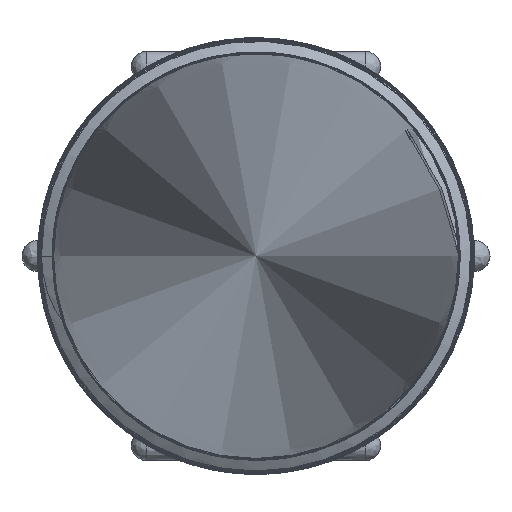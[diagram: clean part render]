
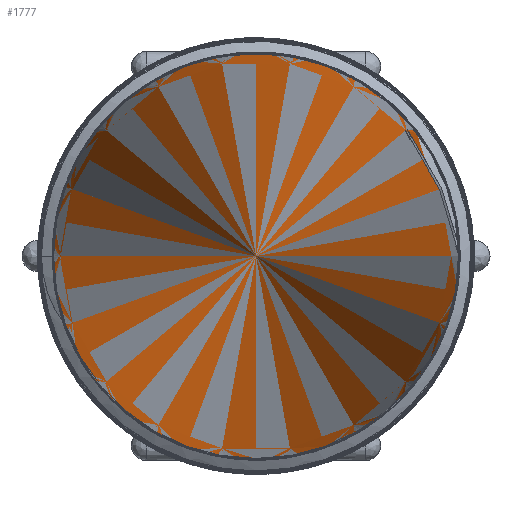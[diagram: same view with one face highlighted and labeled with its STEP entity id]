
A CAD part, left-side view. The second image highlights one B-rep face of the part: STEP entity #1777.
In plain terms, the highlighted conical face has half-angle 1.78 degrees and reference radius 41.637 mm.
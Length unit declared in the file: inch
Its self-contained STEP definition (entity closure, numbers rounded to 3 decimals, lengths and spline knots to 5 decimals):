
#193=FACE_OUTER_BOUND('',#304,.T.);
#304=EDGE_LOOP('',(#1189,#1190,#1191));
#423=B_SPLINE_CURVE_WITH_KNOTS('',3,(#2658,#2659,#2660,#2661,#2662,#2663,
#2664,#2665,#2666,#2667,#2668,#2669,#2670,#2671,#2672,#2673,#2674),
 .UNSPECIFIED.,.F.,.F.,(4,1,1,1,1,1,1,1,1,1,1,1,1,1,4),(3.14159,
3.44259,3.93439,4.42618,4.91798,5.40978,
5.90158,6.39338,6.88517,7.37697,7.86877,
8.36057,8.85237,9.34416,9.42478),
 .UNSPECIFIED.);
#527=LINE('',#2655,#625);
#528=LINE('',#2657,#626);
#625=VECTOR('',#2096,1.63927);
#626=VECTOR('',#2097,1.63927);
#726=VERTEX_POINT('',#2653);
#727=VERTEX_POINT('',#2654);
#728=VERTEX_POINT('',#2656);
#906=EDGE_CURVE('',#726,#727,#527,.T.);
#907=EDGE_CURVE('',#726,#728,#528,.T.);
#908=EDGE_CURVE('',#728,#727,#423,.T.);
#1189=ORIENTED_EDGE('',*,*,#906,.F.);
#1190=ORIENTED_EDGE('',*,*,#907,.T.);
#1191=ORIENTED_EDGE('',*,*,#908,.T.);
#1749=CONICAL_SURFACE('',#1908,1.63927,0.031);
#1777=ADVANCED_FACE('',(#193),#1749,.T.);
#1908=AXIS2_PLACEMENT_3D('',#2652,#2094,#2095);
#2094=DIRECTION('center_axis',(1.,0.,0.));
#2095=DIRECTION('ref_axis',(0.,1.,0.));
#2096=DIRECTION('',(1.,-0.031,0.));
#2097=DIRECTION('',(-1.,0.031,0.));
#2652=CARTESIAN_POINT('Origin',(-0.88,0.,0.));
#2653=CARTESIAN_POINT('',(-1.2225,-1.62862,0.));
#2654=CARTESIAN_POINT('',(-1.10651,-1.63223,0.));
#2655=CARTESIAN_POINT('',(-0.88,-1.63927,0.));
#2656=CARTESIAN_POINT('',(-1.23151,-1.62834,0.));
#2657=CARTESIAN_POINT('',(-0.88,-1.63927,0.));
#2658=CARTESIAN_POINT('Ctrl Pts',(-1.23151,-1.62824,0.00002));
#2659=CARTESIAN_POINT('Ctrl Pts',(-1.22951,-1.62821,-0.16338));
#2660=CARTESIAN_POINT('Ctrl Pts',(-1.22426,-1.56394,-0.59388));
#2661=CARTESIAN_POINT('Ctrl Pts',(-1.21574,-1.19037,-1.20803));
#2662=CARTESIAN_POINT('Ctrl Pts',(-1.20595,-0.47893,
-1.62727));
#2663=CARTESIAN_POINT('Ctrl Pts',(-1.19617,0.3463,-1.66088));
#2664=CARTESIAN_POINT('Ctrl Pts',(-1.18639,1.08975,-1.30075));
#2665=CARTESIAN_POINT('Ctrl Pts',(-1.1766,1.57513,-0.63212));
#2666=CARTESIAN_POINT('Ctrl Pts',(-1.16682,1.68726,0.18662));
#2667=CARTESIAN_POINT('Ctrl Pts',(-1.15703,1.39943,0.96143));
#2668=CARTESIAN_POINT('Ctrl Pts',(-1.14725,0.77972,1.50859));
#2669=CARTESIAN_POINT('Ctrl Pts',(-1.13747,-0.02507,
1.69831));
#2670=CARTESIAN_POINT('Ctrl Pts',(-1.12768,-0.82421,
1.48548));
#2671=CARTESIAN_POINT('Ctrl Pts',(-1.1179,-1.42826,0.9204));
#2672=CARTESIAN_POINT('Ctrl Pts',(-1.11084,-1.61988,0.35526));
#2673=CARTESIAN_POINT('Ctrl Pts',(-1.10704,-1.63231,0.04389));
#2674=CARTESIAN_POINT('Ctrl Pts',(-1.10651,-1.63228,0.00004));
